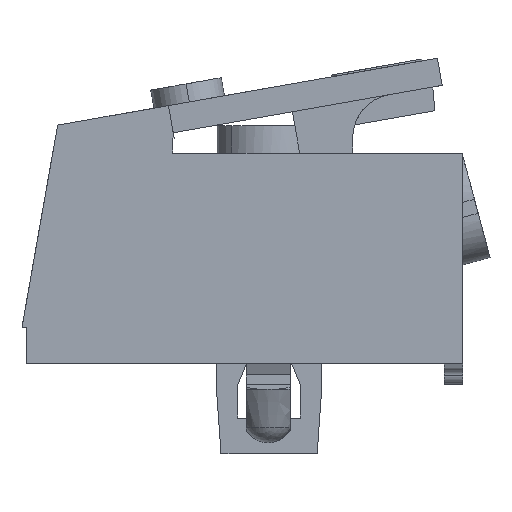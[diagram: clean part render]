
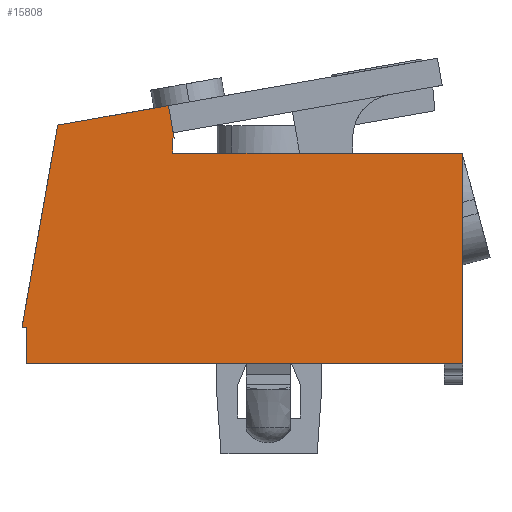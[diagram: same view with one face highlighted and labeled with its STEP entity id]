
A CAD part, left-side view. The second image highlights one B-rep face of the part: STEP entity #15808.
In plain terms, the highlighted planar face has unit normal (-1, 0, 0).
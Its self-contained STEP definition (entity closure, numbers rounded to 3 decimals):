
#303 = CARTESIAN_POINT ( 'NONE',  ( -14.9, 24.026, 0. ) ) ;
#1661 = VERTEX_POINT ( 'NONE', #4437 ) ;
#2325 = CARTESIAN_POINT ( 'NONE',  ( -14.9, 16.04, 14.09 ) ) ;
#2476 = DIRECTION ( 'NONE',  ( 0., -0.174, -0.985 ) ) ;
#2949 = VERTEX_POINT ( 'NONE', #28471 ) ;
#3276 = VERTEX_POINT ( 'NONE', #11756 ) ;
#4437 = CARTESIAN_POINT ( 'NONE',  ( -14.9, 0., 11.5 ) ) ;
#4824 = CARTESIAN_POINT ( 'NONE',  ( -14.9, 0., 0. ) ) ;
#4857 = EDGE_CURVE ( 'NONE', #1661, #3276, #15959, .T. ) ;
#4952 = EDGE_CURVE ( 'NONE', #2949, #30316, #22077, .T. ) ;
#5083 = LINE ( 'NONE', #12033, #7192 ) ;
#5311 = ORIENTED_EDGE ( 'NONE', *, *, #18656, .T. ) ;
#5600 = VERTEX_POINT ( 'NONE', #2325 ) ;
#5745 = EDGE_CURVE ( 'NONE', #5600, #2949, #16523, .T. ) ;
#6312 = VERTEX_POINT ( 'NONE', #26748 ) ;
#7088 = DIRECTION ( 'NONE',  ( 0., 0., -1. ) ) ;
#7126 = FACE_OUTER_BOUND ( 'NONE', #20101, .T. ) ;
#7162 = VECTOR ( 'NONE', #8842, 1000. ) ;
#7192 = VECTOR ( 'NONE', #23791, 1000. ) ;
#7863 = ORIENTED_EDGE ( 'NONE', *, *, #17569, .T. ) ;
#8007 = VECTOR ( 'NONE', #7088, 1000. ) ;
#8184 = DIRECTION ( 'NONE',  ( 0., 1., 0. ) ) ;
#8842 = DIRECTION ( 'NONE',  ( 0., 1., 0. ) ) ;
#9246 = VERTEX_POINT ( 'NONE', #23175 ) ;
#9332 = LINE ( 'NONE', #4824, #26693 ) ;
#10198 = ORIENTED_EDGE ( 'NONE', *, *, #4952, .F. ) ;
#10933 = LINE ( 'NONE', #24797, #21577 ) ;
#11123 = ORIENTED_EDGE ( 'NONE', *, *, #12834, .F. ) ;
#11134 = LINE ( 'NONE', #29469, #22531 ) ;
#11608 = LINE ( 'NONE', #18561, #24239 ) ;
#11756 = CARTESIAN_POINT ( 'NONE',  ( -14.9, 15.8, 11.5 ) ) ;
#12033 = CARTESIAN_POINT ( 'NONE',  ( -14.9, 22.082, 13.025 ) ) ;
#12167 = CARTESIAN_POINT ( 'NONE',  ( -14.9, 0., 11.5 ) ) ;
#12489 = CARTESIAN_POINT ( 'NONE',  ( -14.9, 15.8, 11.5 ) ) ;
#12524 = LINE ( 'NONE', #15610, #7162 ) ;
#12834 = EDGE_CURVE ( 'NONE', #15316, #9246, #12524, .T. ) ;
#12870 = ORIENTED_EDGE ( 'NONE', *, *, #21609, .F. ) ;
#13298 = DIRECTION ( 'NONE',  ( 0., 0., 1. ) ) ;
#13985 = EDGE_CURVE ( 'NONE', #15316, #17697, #23757, .T. ) ;
#14205 = DIRECTION ( 'NONE',  ( -1., 0., 0. ) ) ;
#14510 = ORIENTED_EDGE ( 'NONE', *, *, #15221, .F. ) ;
#14551 = EDGE_CURVE ( 'NONE', #6312, #1661, #9332, .T. ) ;
#14581 = CARTESIAN_POINT ( 'NONE',  ( -14.9, 15.8, 12.3 ) ) ;
#15221 = EDGE_CURVE ( 'NONE', #9246, #25033, #10933, .T. ) ;
#15316 = VERTEX_POINT ( 'NONE', #25096 ) ;
#15610 = CARTESIAN_POINT ( 'NONE',  ( -14.9, 23.8, 2. ) ) ;
#15808 = ADVANCED_FACE ( 'NONE', ( #7126 ), #21479, .T. ) ;
#15959 = B_SPLINE_CURVE_WITH_KNOTS ( 'NONE', 1,
 ( #12167, #12489 ),
 .UNSPECIFIED., .F., .F.,
 ( 2, 2 ),
 ( 0., 1. ),
 .UNSPECIFIED. ) ;
#16096 = DIRECTION ( 'NONE',  ( 0., 0., 1. ) ) ;
#16523 = LINE ( 'NONE', #25929, #18363 ) ;
#17569 = EDGE_CURVE ( 'NONE', #17697, #6312, #11608, .T. ) ;
#17697 = VERTEX_POINT ( 'NONE', #21951 ) ;
#18363 = VECTOR ( 'NONE', #2476, 1000. ) ;
#18561 = CARTESIAN_POINT ( 'NONE',  ( -14.9, 23.8, 0. ) ) ;
#18656 = EDGE_CURVE ( 'NONE', #3276, #30316, #11134, .T. ) ;
#18711 = DIRECTION ( 'NONE',  ( 0., -1., 0. ) ) ;
#18997 = DIRECTION ( 'NONE',  ( 0., -1., 0. ) ) ;
#19130 = AXIS2_PLACEMENT_3D ( 'NONE', #303, #14205, #18997 ) ;
#20101 = EDGE_LOOP ( 'NONE', ( #7863, #20144, #25070, #5311, #10198, #29858, #12870, #14510, #11123, #29046 ) ) ;
#20144 = ORIENTED_EDGE ( 'NONE', *, *, #14551, .T. ) ;
#21479 = PLANE ( 'NONE',  #19130 ) ;
#21577 = VECTOR ( 'NONE', #29262, 1000. ) ;
#21609 = EDGE_CURVE ( 'NONE', #25033, #5600, #5083, .T. ) ;
#21755 = CARTESIAN_POINT ( 'NONE',  ( -14.9, 22.082, 13.025 ) ) ;
#21951 = CARTESIAN_POINT ( 'NONE',  ( -14.9, 23.8, 0. ) ) ;
#22077 = LINE ( 'NONE', #26837, #25216 ) ;
#22531 = VECTOR ( 'NONE', #13298, 1000. ) ;
#23175 = CARTESIAN_POINT ( 'NONE',  ( -14.9, 24.026, 2. ) ) ;
#23757 = LINE ( 'NONE', #23905, #8007 ) ;
#23791 = DIRECTION ( 'NONE',  ( 0., -0.985, 0.174 ) ) ;
#23905 = CARTESIAN_POINT ( 'NONE',  ( -14.9, 23.8, 2. ) ) ;
#24239 = VECTOR ( 'NONE', #18711, 1000. ) ;
#24797 = CARTESIAN_POINT ( 'NONE',  ( -14.9, 24.026, 2. ) ) ;
#25033 = VERTEX_POINT ( 'NONE', #21755 ) ;
#25070 = ORIENTED_EDGE ( 'NONE', *, *, #4857, .T. ) ;
#25096 = CARTESIAN_POINT ( 'NONE',  ( -14.9, 23.8, 2. ) ) ;
#25216 = VECTOR ( 'NONE', #8184, 1000. ) ;
#25929 = CARTESIAN_POINT ( 'NONE',  ( -14.9, 16.04, 14.09 ) ) ;
#26693 = VECTOR ( 'NONE', #16096, 1000. ) ;
#26748 = CARTESIAN_POINT ( 'NONE',  ( -14.9, 0., 0. ) ) ;
#26837 = CARTESIAN_POINT ( 'NONE',  ( -14.9, 15.724, 12.3 ) ) ;
#28471 = CARTESIAN_POINT ( 'NONE',  ( -14.9, 15.724, 12.3 ) ) ;
#29046 = ORIENTED_EDGE ( 'NONE', *, *, #13985, .T. ) ;
#29262 = DIRECTION ( 'NONE',  ( 0., -0.174, 0.985 ) ) ;
#29469 = CARTESIAN_POINT ( 'NONE',  ( -14.9, 15.8, 11.5 ) ) ;
#29858 = ORIENTED_EDGE ( 'NONE', *, *, #5745, .F. ) ;
#30316 = VERTEX_POINT ( 'NONE', #14581 ) ;
